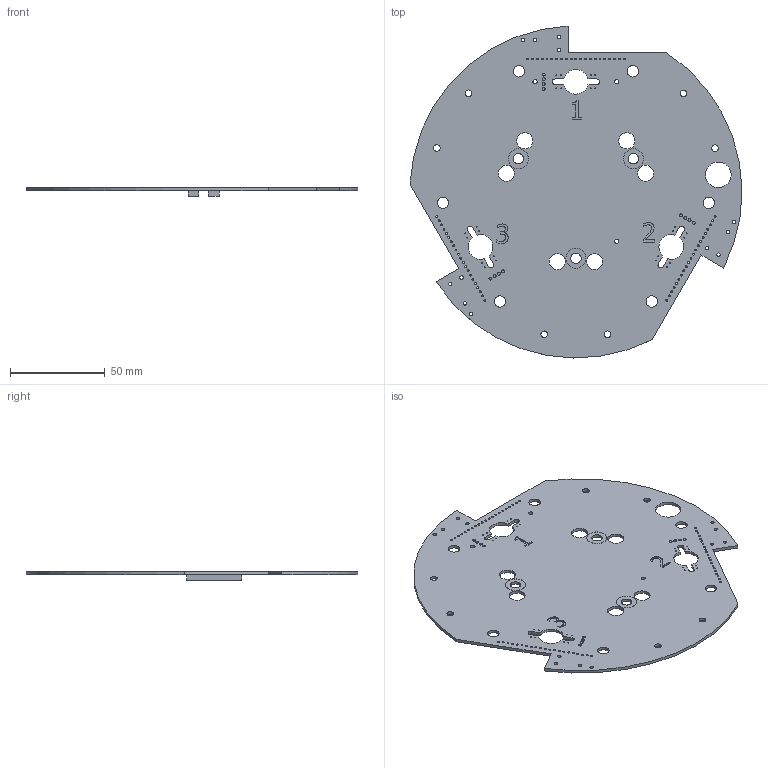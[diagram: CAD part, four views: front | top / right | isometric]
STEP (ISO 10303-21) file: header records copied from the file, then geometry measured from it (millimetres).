
FILE_DESCRIPTION((''),'2;1');
FILE_NAME('T1-001-0510-523.stp','2010-08-05T09:05:28',('bhaldeman'),(''),'Autodesk Inventor 2008','Autodesk Inventor 2008','');
FILE_SCHEMA(('AUTOMOTIVE_DESIGN { 1 0 10303 214 1 1 1 1 }'));
Length unit declared in the file: millimetre
Products named in the file (1): T1-001-0510-523
Bounding box: 174.89 x 174.89 x 4.59 mm (x, y, z)
Volume: 34468.1 mm3; surface area: 45321.7 mm2
Topology: 1 solids, 1 shells, 321 faces, 879 edges, 586 vertices
Faces by surface type: cylinder 136, plane 93, bspline 92
Full cylindrical faces by diameter (mm): 0.5 x12, 1.016 x63, 1.587 x12, 1.778 x12, 2.286 x3, 3.5 x6, 5.5 x3, 6 x6, 8.5 x3, 10.5 x3, 13.494 x1
Entity records: 11056 total; most frequent: CARTESIAN_POINT 2835, ORIENTED_EDGE 1474, DIRECTION 1387, EDGE_LOOP 743, EDGE_CURVE 737, VERTEX_POINT 586, AXIS2_PLACEMENT_3D 544, FACE_BOUND 422
